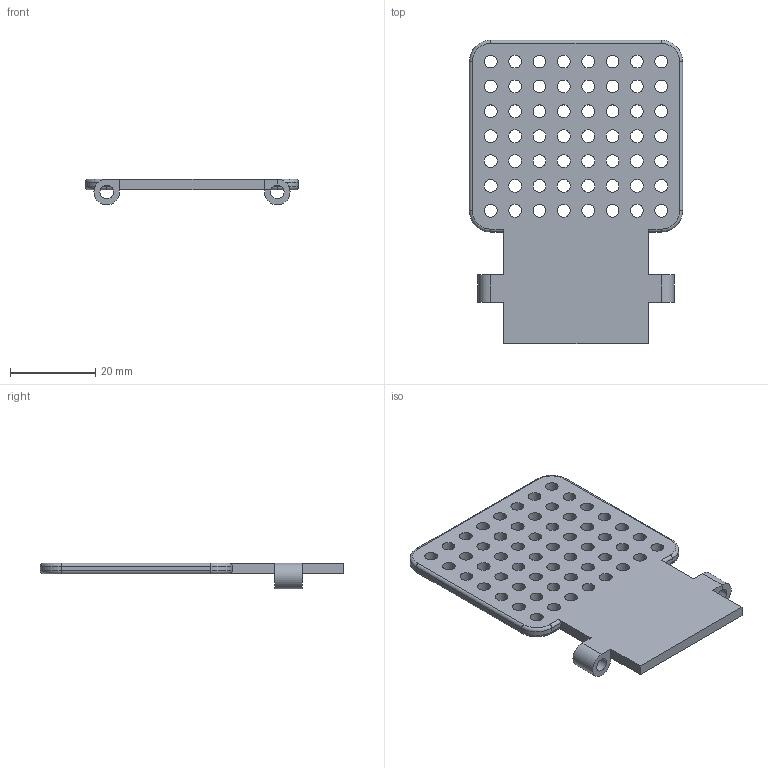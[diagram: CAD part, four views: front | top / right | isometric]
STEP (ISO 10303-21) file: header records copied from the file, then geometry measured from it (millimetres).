
FILE_DESCRIPTION(/* description */ (''),/* implementation_level */ '2;1');
FILE_NAME(/* name */ 'Basic Expansion Shelf.step',/* time_stamp */ '2016-10-15T17:20:27+11:00',/* author */ (''),/* organization */ (''),/* preprocessor_version */ 'ST-DEVELOPER v16.5',/* originating_system */ 'Autodesk Translation Framework v5.2.0.2031',/* authorisation */ '');
FILE_SCHEMA (('AUTOMOTIVE_DESIGN { 1 0 10303 214 3 1 1 }'));
Length unit declared in the file: centimetre
Products named in the file (1): Basic Expansion Shelf v3
Bounding box: 50 x 71.19 x 6 mm (x, y, z)
Volume: 7060 mm3; surface area: 7674.2 mm2
Topology: 1 solids, 1 shells, 99 faces, 276 edges, 178 vertices
Faces by surface type: cylinder 74, plane 17, torus 8
Full cylindrical faces by diameter (mm): 3 x56, 3.2 x2
Entity records: 3207 total; most frequent: DIRECTION 574, CARTESIAN_POINT 494, ORIENTED_EDGE 434, EDGE_LOOP 272, AXIS2_PLACEMENT_3D 257, EDGE_CURVE 217, VERTEX_POINT 177, FACE_BOUND 173
